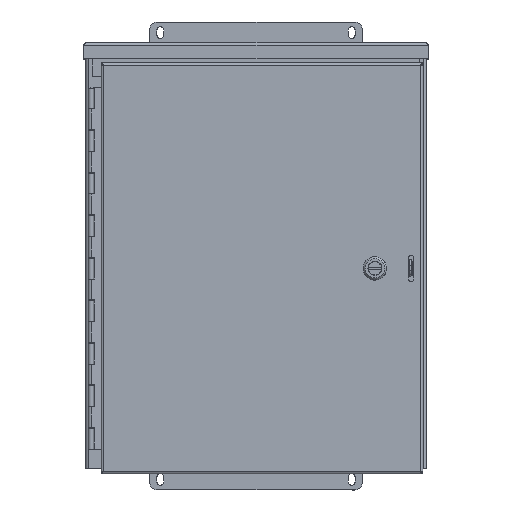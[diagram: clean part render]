
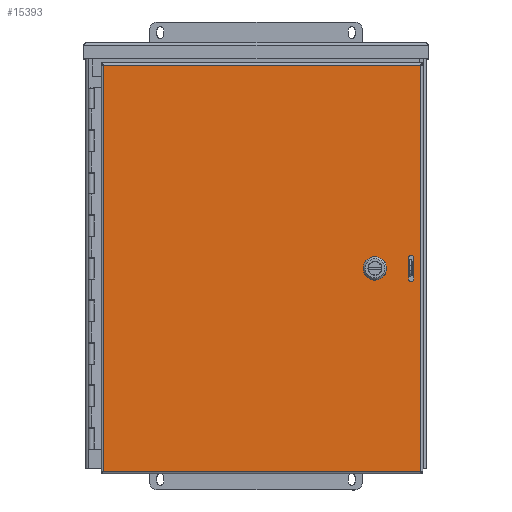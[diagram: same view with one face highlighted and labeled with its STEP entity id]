
A CAD part, top view. The second image highlights one B-rep face of the part: STEP entity #15393.
In plain terms, the highlighted planar face has unit normal (0, 0, 1).
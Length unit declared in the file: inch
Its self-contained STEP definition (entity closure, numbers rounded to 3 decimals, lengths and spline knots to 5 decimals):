
#707=FACE_BOUND('',#2526,.T.);
#708=FACE_BOUND('',#2527,.T.);
#856=CIRCLE('',#16356,0.453);
#858=CIRCLE('',#16360,0.453);
#860=CIRCLE('',#16364,0.453);
#862=CIRCLE('',#16368,0.453);
#863=CIRCLE('',#16375,0.125);
#865=CIRCLE('',#16378,0.125);
#1595=FACE_OUTER_BOUND('',#2525,.T.);
#2525=EDGE_LOOP('',(#10576,#10577,#10578,#10579));
#2526=EDGE_LOOP('',(#10580,#10581,#10582,#10583,#10584,#10585,#10586,#10587));
#2527=EDGE_LOOP('',(#10588,#10589,#10590,#10591));
#3607=LINE('',#23183,#5025);
#3624=LINE('',#23395,#5042);
#3628=LINE('',#23409,#5046);
#3632=LINE('',#23421,#5050);
#3636=LINE('',#23433,#5054);
#3640=LINE('',#23443,#5058);
#3644=LINE('',#23454,#5062);
#3650=LINE('',#23472,#5068);
#3652=LINE('',#23476,#5070);
#3653=LINE('',#23479,#5071);
#5025=VECTOR('',#18457,19.102);
#5042=VECTOR('',#18490,19.102);
#5046=VECTOR('',#18502,0.42712);
#5050=VECTOR('',#18514,0.42712);
#5054=VECTOR('',#18526,0.42712);
#5058=VECTOR('',#18538,0.42712);
#5062=VECTOR('',#18550,1.);
#5068=VECTOR('',#18570,1.);
#5070=VECTOR('',#18576,14.9145);
#5071=VECTOR('',#18581,14.9145);
#6334=VERTEX_POINT('',#22960);
#6350=VERTEX_POINT('',#23078);
#6365=VERTEX_POINT('',#23182);
#6373=VERTEX_POINT('',#23331);
#6376=VERTEX_POINT('',#23400);
#6377=VERTEX_POINT('',#23402);
#6379=VERTEX_POINT('',#23408);
#6381=VERTEX_POINT('',#23414);
#6383=VERTEX_POINT('',#23420);
#6385=VERTEX_POINT('',#23426);
#6387=VERTEX_POINT('',#23432);
#6389=VERTEX_POINT('',#23438);
#6390=VERTEX_POINT('',#23450);
#6392=VERTEX_POINT('',#23453);
#6394=VERTEX_POINT('',#23459);
#6396=VERTEX_POINT('',#23465);
#7882=EDGE_CURVE('',#6365,#6350,#3607,.T.);
#7908=EDGE_CURVE('',#6334,#6373,#3624,.T.);
#7911=EDGE_CURVE('',#6377,#6376,#856,.T.);
#7914=EDGE_CURVE('',#6379,#6377,#3628,.T.);
#7917=EDGE_CURVE('',#6381,#6379,#858,.T.);
#7920=EDGE_CURVE('',#6383,#6381,#3632,.T.);
#7923=EDGE_CURVE('',#6385,#6383,#860,.T.);
#7926=EDGE_CURVE('',#6387,#6385,#3636,.T.);
#7929=EDGE_CURVE('',#6389,#6387,#862,.T.);
#7932=EDGE_CURVE('',#6376,#6389,#3640,.T.);
#7936=EDGE_CURVE('',#6392,#6390,#3644,.T.);
#7939=EDGE_CURVE('',#6394,#6390,#863,.T.);
#7942=EDGE_CURVE('',#6392,#6396,#865,.T.);
#7946=EDGE_CURVE('',#6394,#6396,#3650,.T.);
#7948=EDGE_CURVE('',#6350,#6334,#3652,.T.);
#7949=EDGE_CURVE('',#6373,#6365,#3653,.T.);
#10576=ORIENTED_EDGE('',*,*,#7908,.T.);
#10577=ORIENTED_EDGE('',*,*,#7949,.T.);
#10578=ORIENTED_EDGE('',*,*,#7882,.T.);
#10579=ORIENTED_EDGE('',*,*,#7948,.T.);
#10580=ORIENTED_EDGE('',*,*,#7911,.T.);
#10581=ORIENTED_EDGE('',*,*,#7932,.T.);
#10582=ORIENTED_EDGE('',*,*,#7929,.T.);
#10583=ORIENTED_EDGE('',*,*,#7926,.T.);
#10584=ORIENTED_EDGE('',*,*,#7923,.T.);
#10585=ORIENTED_EDGE('',*,*,#7920,.T.);
#10586=ORIENTED_EDGE('',*,*,#7917,.T.);
#10587=ORIENTED_EDGE('',*,*,#7914,.T.);
#10588=ORIENTED_EDGE('',*,*,#7936,.T.);
#10589=ORIENTED_EDGE('',*,*,#7939,.F.);
#10590=ORIENTED_EDGE('',*,*,#7946,.T.);
#10591=ORIENTED_EDGE('',*,*,#7942,.F.);
#13984=PLANE('',#16386);
#15393=ADVANCED_FACE('',(#1595,#707,#708),#13984,.T.);
#16356=AXIS2_PLACEMENT_3D('',#23403,#18496,#18497);
#16360=AXIS2_PLACEMENT_3D('',#23415,#18508,#18509);
#16364=AXIS2_PLACEMENT_3D('',#23427,#18520,#18521);
#16368=AXIS2_PLACEMENT_3D('',#23439,#18532,#18533);
#16375=AXIS2_PLACEMENT_3D('',#23460,#18555,#18556);
#16378=AXIS2_PLACEMENT_3D('',#23466,#18562,#18563);
#16386=AXIS2_PLACEMENT_3D('',#23481,#18584,#18585);
#18457=DIRECTION('',(0.,-1.,0.));
#18490=DIRECTION('',(0.,1.,0.));
#18496=DIRECTION('center_axis',(0.,0.,-1.));
#18497=DIRECTION('ref_axis',(0.882,0.471,0.));
#18502=DIRECTION('',(1.,0.,0.));
#18508=DIRECTION('center_axis',(0.,0.,-1.));
#18509=DIRECTION('ref_axis',(-0.471,0.882,0.));
#18514=DIRECTION('',(0.,1.,0.));
#18520=DIRECTION('center_axis',(0.,0.,-1.));
#18521=DIRECTION('ref_axis',(-0.882,-0.471,0.));
#18526=DIRECTION('',(-1.,0.,0.));
#18532=DIRECTION('center_axis',(0.,0.,-1.));
#18533=DIRECTION('ref_axis',(0.471,-0.882,0.));
#18538=DIRECTION('',(0.,-1.,0.));
#18550=DIRECTION('',(0.,-1.,0.));
#18555=DIRECTION('center_axis',(0.,0.,1.));
#18556=DIRECTION('ref_axis',(-0.707,-0.707,0.));
#18562=DIRECTION('center_axis',(0.,0.,1.));
#18563=DIRECTION('ref_axis',(0.707,0.707,0.));
#18570=DIRECTION('',(0.,1.,0.));
#18576=DIRECTION('',(1.,0.,0.));
#18581=DIRECTION('',(-1.,0.,0.));
#18584=DIRECTION('center_axis',(0.,0.,1.));
#18585=DIRECTION('ref_axis',(1.,0.,0.));
#22960=CARTESIAN_POINT('',(7.45725,-9.551,0.074));
#23078=CARTESIAN_POINT('',(-7.45725,-9.551,0.074));
#23182=CARTESIAN_POINT('',(-7.45725,9.551,0.074));
#23183=CARTESIAN_POINT('',(-7.45725,4.7755,0.074));
#23331=CARTESIAN_POINT('',(7.45725,9.551,0.074));
#23395=CARTESIAN_POINT('',(7.45725,-4.7755,0.074));
#23400=CARTESIAN_POINT('',(5.712,0.21356,0.074));
#23402=CARTESIAN_POINT('',(5.52612,0.3995,0.074));
#23403=CARTESIAN_POINT('Origin',(5.31248,0.00005,0.074));
#23408=CARTESIAN_POINT('',(5.099,0.3995,0.074));
#23409=CARTESIAN_POINT('',(2.76306,0.3995,0.074));
#23414=CARTESIAN_POINT('',(4.913,0.21356,0.074));
#23415=CARTESIAN_POINT('Origin',(5.31248,-0.00005,
0.074));
#23420=CARTESIAN_POINT('',(4.913,-0.21356,0.074));
#23421=CARTESIAN_POINT('',(4.913,0.10678,0.074));
#23426=CARTESIAN_POINT('',(5.09894,-0.3995,0.074));
#23427=CARTESIAN_POINT('Origin',(5.3125,0.,
0.074));
#23432=CARTESIAN_POINT('',(5.52606,-0.3995,0.074));
#23433=CARTESIAN_POINT('',(2.54947,-0.3995,0.074));
#23438=CARTESIAN_POINT('',(5.712,-0.21356,0.074));
#23439=CARTESIAN_POINT('Origin',(5.3125,0.,0.074));
#23443=CARTESIAN_POINT('',(5.712,-0.10678,0.074));
#23450=CARTESIAN_POINT('',(7.14063,-0.5,0.074));
#23453=CARTESIAN_POINT('',(7.14063,0.5,0.074));
#23454=CARTESIAN_POINT('',(7.14063,0.3125,0.074));
#23459=CARTESIAN_POINT('',(6.89063,-0.5,0.074));
#23460=CARTESIAN_POINT('Origin',(7.01563,-0.5,0.074));
#23465=CARTESIAN_POINT('',(6.89063,0.5,0.074));
#23466=CARTESIAN_POINT('Origin',(7.01563,0.5,0.074));
#23472=CARTESIAN_POINT('',(6.89063,-0.3125,0.074));
#23476=CARTESIAN_POINT('',(-3.72863,-9.551,0.074));
#23479=CARTESIAN_POINT('',(3.72863,9.551,0.074));
#23481=CARTESIAN_POINT('Origin',(0.,0.,
0.074));
